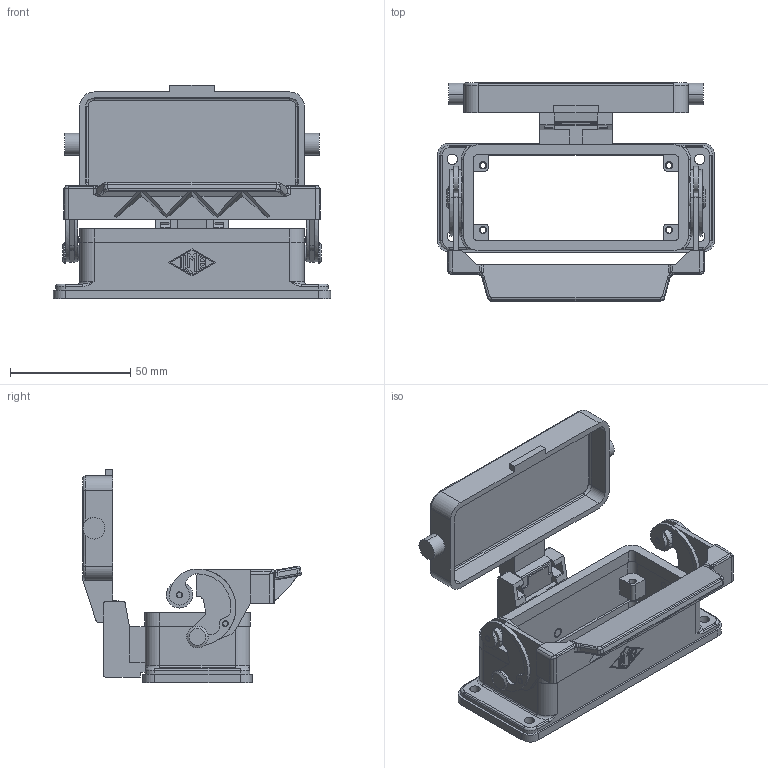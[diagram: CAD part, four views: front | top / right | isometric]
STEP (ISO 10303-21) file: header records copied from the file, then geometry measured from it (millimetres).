
FILE_DESCRIPTION((''),'2;1');
FILE_NAME('CHI 16 LS.stp','2006-12-21T14:14:46',('gembarski'),(''),'Autodesk Inventor 7','Autodesk Inventor 7','');
FILE_SCHEMA(('AUTOMOTIVE_DESIGN { 1 0 10303 214 1 1 1 1 }'));
Length unit declared in the file: millimetre
Products named in the file (1): CHI 16 LS
Bounding box: 115.5 x 90.95 x 88.7 mm (x, y, z)
Volume: 78778.4 mm3; surface area: 53109.8 mm2
Topology: 6 solids, 6 shells, 639 faces, 1709 edges, 1106 vertices
Faces by surface type: plane 251, cylinder 209, bspline 149, torus 20, cone 6, sphere 4
Entity records: 23518 total; most frequent: CARTESIAN_POINT 7424, ORIENTED_EDGE 3414, DIRECTION 3347, EDGE_CURVE 1707, AXIS2_PLACEMENT_3D 1185, VERTEX_POINT 1106, VECTOR 977, LINE 977
